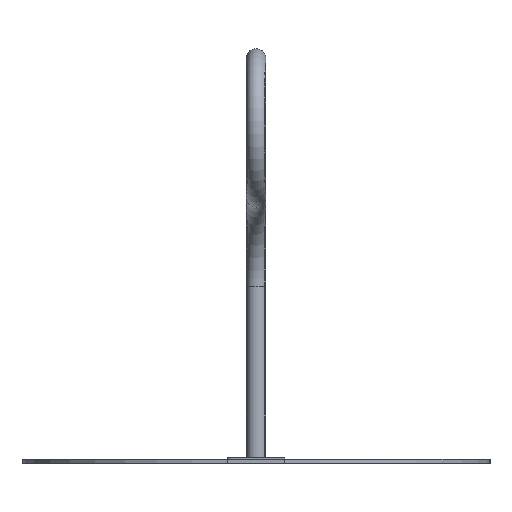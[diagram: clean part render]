
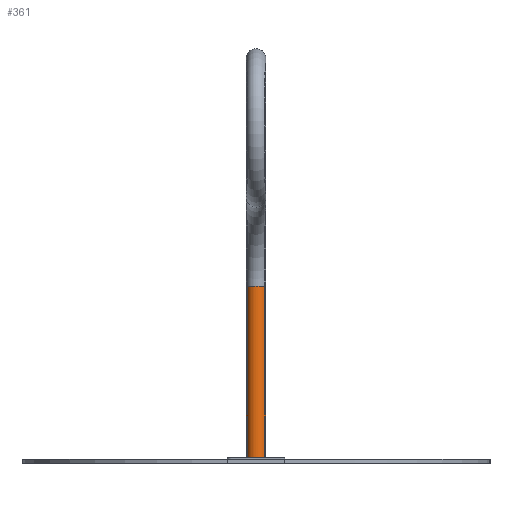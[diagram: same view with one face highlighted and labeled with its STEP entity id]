
A CAD part, left-side view. The second image highlights one B-rep face of the part: STEP entity #361.
In plain terms, the highlighted cylindrical face has radius 24 mm (diameter 48 mm), a full revolution.
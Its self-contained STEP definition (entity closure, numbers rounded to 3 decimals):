
#361=ADVANCED_FACE('',(#595,#597),#599,.T.);
#595=FACE_OUTER_BOUND('',#596,.T.);
#596=EDGE_LOOP('',(#817));
#597=FACE_OUTER_BOUND('',#598,.T.);
#598=EDGE_LOOP('',(#818));
#599=CYLINDRICAL_SURFACE('',#600,24.);
#600=AXIS2_PLACEMENT_3D('',#601,#602,#603);
#601=CARTESIAN_POINT('',(-130.,0.,421.));
#602=DIRECTION('',(0.,0.,-1.));
#603=DIRECTION('',(1.,0.,0.));
#817=ORIENTED_EDGE('',*,*,#931,.T.);
#818=ORIENTED_EDGE('',*,*,#933,.F.);
#931=EDGE_CURVE('',#1059,#1059,#1060,.T.);
#933=EDGE_CURVE('',#1063,#1063,#1064,.T.);
#1059=VERTEX_POINT('',#1349);
#1060=CIRCLE('',#1350,24.);
#1063=VERTEX_POINT('',#1359);
#1064=CIRCLE('',#1360,24.);
#1349=CARTESIAN_POINT('',(-106.,0.,421.));
#1350=AXIS2_PLACEMENT_3D('',#1351,#1352,#1353);
#1351=CARTESIAN_POINT('',(-130.,0.,421.));
#1352=DIRECTION('',(0.,0.,-1.));
#1353=DIRECTION('',(1.,0.,0.));
#1359=CARTESIAN_POINT('',(-106.,0.,0.));
#1360=AXIS2_PLACEMENT_3D('',#1361,#1362,#1363);
#1361=CARTESIAN_POINT('',(-130.,0.,0.));
#1362=DIRECTION('',(0.,0.,-1.));
#1363=DIRECTION('',(1.,0.,0.));
